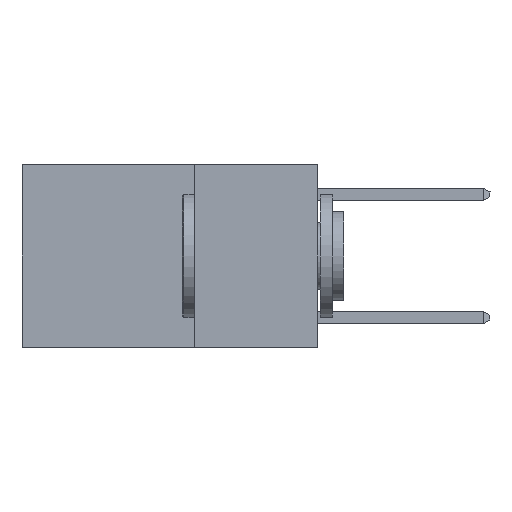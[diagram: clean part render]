
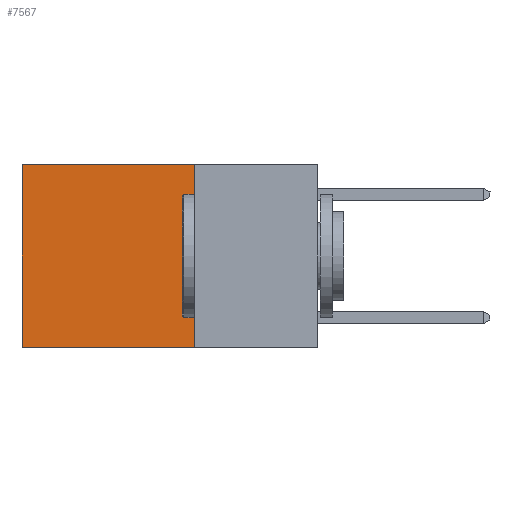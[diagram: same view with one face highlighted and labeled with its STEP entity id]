
A CAD part, left-side view. The second image highlights one B-rep face of the part: STEP entity #7567.
In plain terms, the highlighted planar face has unit normal (-1, 0, 0).
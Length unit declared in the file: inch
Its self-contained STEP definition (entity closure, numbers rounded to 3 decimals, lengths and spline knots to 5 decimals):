
#446 = ORIENTED_EDGE ( 'NONE', *, *, #3022, .T. ) ;
#641 = DIRECTION ( 'NONE',  ( 0., 0., -1. ) ) ;
#821 = VERTEX_POINT ( 'NONE', #7979 ) ;
#859 = EDGE_CURVE ( 'NONE', #4294, #10442, #6811, .T. ) ;
#1320 = EDGE_CURVE ( 'NONE', #10442, #5221, #12156, .T. ) ;
#1617 = FACE_OUTER_BOUND ( 'NONE', #7959, .T. ) ;
#1626 = EDGE_CURVE ( 'NONE', #4294, #821, #11680, .T. ) ;
#1740 = ORIENTED_EDGE ( 'NONE', *, *, #1320, .F. ) ;
#1949 = CARTESIAN_POINT ( 'NONE',  ( 0.2625, 0.6, -0.37 ) ) ;
#2157 = DIRECTION ( 'NONE',  ( 0., 1., 0. ) ) ;
#3022 = EDGE_CURVE ( 'NONE', #821, #5221, #9716, .T. ) ;
#3083 = DIRECTION ( 'NONE',  ( 0., 0., -1. ) ) ;
#3165 = DIRECTION ( 'NONE',  ( 0., 0., -1. ) ) ;
#3195 = CARTESIAN_POINT ( 'NONE',  ( 0.2625, 0.6, 0. ) ) ;
#4181 = VECTOR ( 'NONE', #3083, 39.37008 ) ;
#4294 = VERTEX_POINT ( 'NONE', #4609 ) ;
#4457 = CARTESIAN_POINT ( 'NONE',  ( 0.2625, 0.25, 0. ) ) ;
#4609 = CARTESIAN_POINT ( 'NONE',  ( 0.2625, 0.25, 0. ) ) ;
#4958 = DIRECTION ( 'NONE',  ( 0., 1., 0. ) ) ;
#5102 = CARTESIAN_POINT ( 'NONE',  ( 0.2625, 0.25, 0. ) ) ;
#5221 = VERTEX_POINT ( 'NONE', #1949 ) ;
#5299 = CARTESIAN_POINT ( 'NONE',  ( 0.2625, 0.25, -0.37 ) ) ;
#5676 = PLANE ( 'NONE',  #9496 ) ;
#6676 = DIRECTION ( 'NONE',  ( 1., 0., 0. ) ) ;
#6797 = VECTOR ( 'NONE', #2157, 39.37008 ) ;
#6811 = LINE ( 'NONE', #4457, #4181 ) ;
#7567 = ADVANCED_FACE ( 'NONE', ( #1617 ), #5676, .F. ) ;
#7959 = EDGE_LOOP ( 'NONE', ( #446, #1740, #9979, #8497 ) ) ;
#7979 = CARTESIAN_POINT ( 'NONE',  ( 0.2625, 0.6, 0. ) ) ;
#8356 = VECTOR ( 'NONE', #4958, 39.37008 ) ;
#8497 = ORIENTED_EDGE ( 'NONE', *, *, #1626, .T. ) ;
#9496 = AXIS2_PLACEMENT_3D ( 'NONE', #11690, #6676, #641 ) ;
#9716 = LINE ( 'NONE', #3195, #12100 ) ;
#9979 = ORIENTED_EDGE ( 'NONE', *, *, #859, .F. ) ;
#10442 = VERTEX_POINT ( 'NONE', #5299 ) ;
#11680 = LINE ( 'NONE', #5102, #8356 ) ;
#11690 = CARTESIAN_POINT ( 'NONE',  ( 0.2625, 0.25, 0. ) ) ;
#12100 = VECTOR ( 'NONE', #3165, 39.37008 ) ;
#12156 = LINE ( 'NONE', #12590, #6797 ) ;
#12590 = CARTESIAN_POINT ( 'NONE',  ( 0.2625, 0.25, -0.37 ) ) ;
